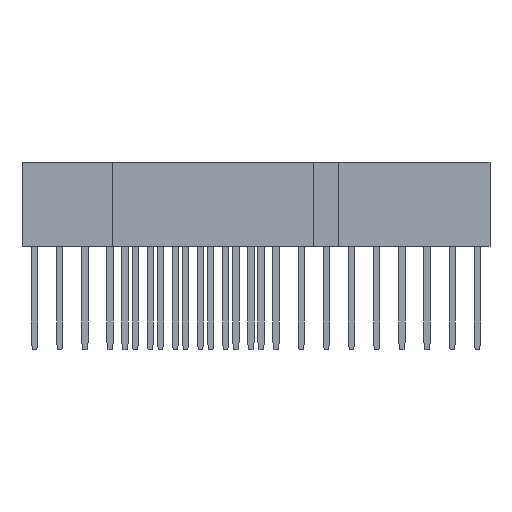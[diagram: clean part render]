
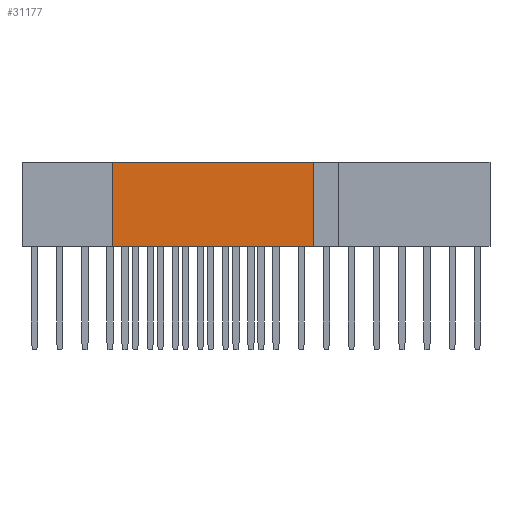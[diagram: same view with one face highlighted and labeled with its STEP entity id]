
A CAD part, front view. The second image highlights one B-rep face of the part: STEP entity #31177.
In plain terms, the highlighted planar face has unit normal (0, -1, 0).
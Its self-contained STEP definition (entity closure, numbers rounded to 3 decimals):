
#23464 = VERTEX_POINT('',#23465);
#23465 = CARTESIAN_POINT('',(26.67,-52.07,0.));
#23473 = EDGE_CURVE('',#23474,#23464,#23476,.T.);
#23474 = VERTEX_POINT('',#23475);
#23475 = CARTESIAN_POINT('',(26.67,-52.07,8.5));
#23476 = LINE('',#23477,#23478);
#23477 = CARTESIAN_POINT('',(26.67,-52.07,8.5));
#23478 = VECTOR('',#23479,1.);
#23479 = DIRECTION('',(0.,0.,-1.));
#23513 = VERTEX_POINT('',#23514);
#23514 = CARTESIAN_POINT('',(46.99,-52.07,0.));
#23520 = EDGE_CURVE('',#23513,#23464,#23521,.T.);
#23521 = LINE('',#23522,#23523);
#23522 = CARTESIAN_POINT('',(45.72,-52.07,0.));
#23523 = VECTOR('',#23524,1.);
#23524 = DIRECTION('',(-1.,0.,0.));
#23816 = VERTEX_POINT('',#23817);
#23817 = CARTESIAN_POINT('',(46.99,-52.07,8.5));
#23823 = EDGE_CURVE('',#23816,#23513,#23824,.T.);
#23824 = LINE('',#23825,#23826);
#23825 = CARTESIAN_POINT('',(46.99,-52.07,8.5));
#23826 = VECTOR('',#23827,1.);
#23827 = DIRECTION('',(0.,0.,-1.));
#31177 = ADVANCED_FACE('',(#31178),#31189,.T.);
#31178 = FACE_BOUND('',#31179,.T.);
#31179 = EDGE_LOOP('',(#31180,#31181,#31182,#31188));
#31180 = ORIENTED_EDGE('',*,*,#23520,.F.);
#31181 = ORIENTED_EDGE('',*,*,#23823,.F.);
#31182 = ORIENTED_EDGE('',*,*,#31183,.F.);
#31183 = EDGE_CURVE('',#23474,#23816,#31184,.T.);
#31184 = LINE('',#31185,#31186);
#31185 = CARTESIAN_POINT('',(44.45,-52.07,8.5));
#31186 = VECTOR('',#31187,1.);
#31187 = DIRECTION('',(1.,0.,0.));
#31188 = ORIENTED_EDGE('',*,*,#23473,.T.);
#31189 = PLANE('',#31190);
#31190 = AXIS2_PLACEMENT_3D('',#31191,#31192,#31193);
#31191 = CARTESIAN_POINT('',(43.18,-52.07,8.5));
#31192 = DIRECTION('',(0.,-1.,0.));
#31193 = DIRECTION('',(0.,0.,-1.));
